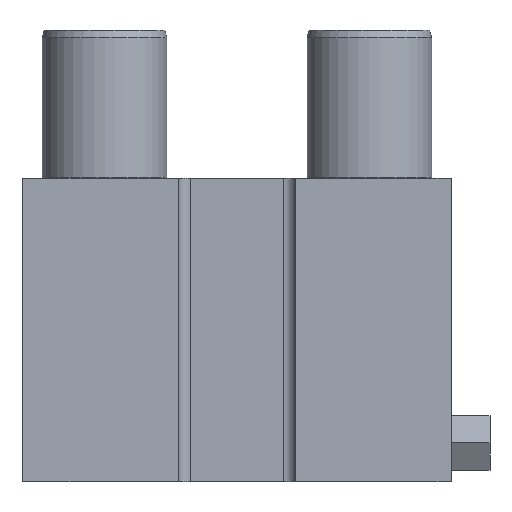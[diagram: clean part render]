
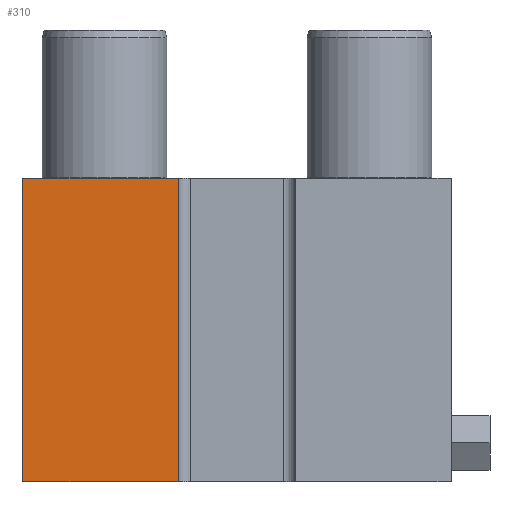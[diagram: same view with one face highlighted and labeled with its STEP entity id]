
A CAD part, front view. The second image highlights one B-rep face of the part: STEP entity #310.
In plain terms, the highlighted planar face has unit normal (0, -1, 0).
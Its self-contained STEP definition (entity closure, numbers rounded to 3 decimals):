
#310 = ADVANCED_FACE( '', ( #609 ), #610, .F. );
#609 = FACE_OUTER_BOUND( '', #987, .T. );
#610 = PLANE( '', #988 );
#987 = EDGE_LOOP( '', ( #1707, #1708, #1709, #1710 ) );
#988 = AXIS2_PLACEMENT_3D( '', #1711, #1712, #1713 );
#1707 = ORIENTED_EDGE( '', *, *, #2285, .T. );
#1708 = ORIENTED_EDGE( '', *, *, #2109, .F. );
#1709 = ORIENTED_EDGE( '', *, *, #2279, .F. );
#1710 = ORIENTED_EDGE( '', *, *, #2297, .T. );
#1711 = CARTESIAN_POINT( '', ( 19.5, 2.5, -7.5 ) );
#1712 = DIRECTION( '', ( 0., 1., 0. ) );
#1713 = DIRECTION( '', ( 0., 0., 1. ) );
#2109 = EDGE_CURVE( '', #2390, #2385, #2392, .T. );
#2279 = EDGE_CURVE( '', #2683, #2390, #2685, .T. );
#2285 = EDGE_CURVE( '', #2695, #2385, #2696, .T. );
#2297 = EDGE_CURVE( '', #2683, #2695, #2715, .T. );
#2385 = VERTEX_POINT( '', #2850 );
#2390 = VERTEX_POINT( '', #2857 );
#2392 = LINE( '', #2860, #2861 );
#2683 = VERTEX_POINT( '', #3248 );
#2685 = LINE( '', #3251, #3252 );
#2695 = VERTEX_POINT( '', #3267 );
#2696 = LINE( '', #3268, #3269 );
#2715 = LINE( '', #3297, #3298 );
#2850 = CARTESIAN_POINT( '', ( -19.5, 2.5, -27.5 ) );
#2857 = CARTESIAN_POINT( '', ( 19.5, 2.5, -27.5 ) );
#2860 = CARTESIAN_POINT( '', ( 19.5, 2.5, -27.5 ) );
#2861 = VECTOR( '', #3491, 1000. );
#3248 = CARTESIAN_POINT( '', ( 19.5, 2.5, -7.5 ) );
#3251 = CARTESIAN_POINT( '', ( 19.5, 2.5, -7.5 ) );
#3252 = VECTOR( '', #3781, 1000. );
#3267 = CARTESIAN_POINT( '', ( -19.5, 2.5, -7.5 ) );
#3268 = CARTESIAN_POINT( '', ( -19.5, 2.5, -7.5 ) );
#3269 = VECTOR( '', #3787, 1000. );
#3297 = CARTESIAN_POINT( '', ( 19.5, 2.5, -7.5 ) );
#3298 = VECTOR( '', #3803, 1000. );
#3491 = DIRECTION( '', ( -1., 0., 0. ) );
#3781 = DIRECTION( '', ( 0., 0., -1. ) );
#3787 = DIRECTION( '', ( 0., 0., -1. ) );
#3803 = DIRECTION( '', ( -1., 0., 0. ) );
